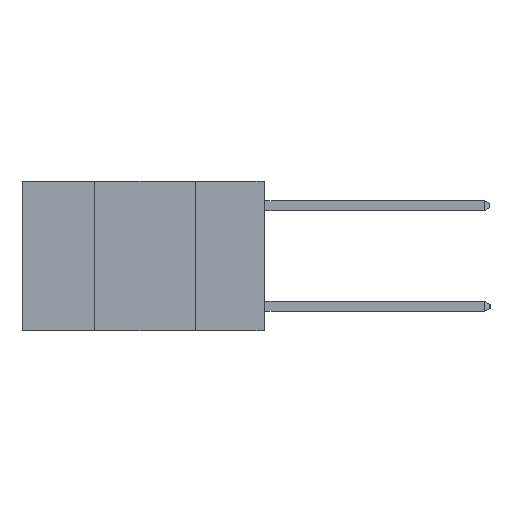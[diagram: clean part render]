
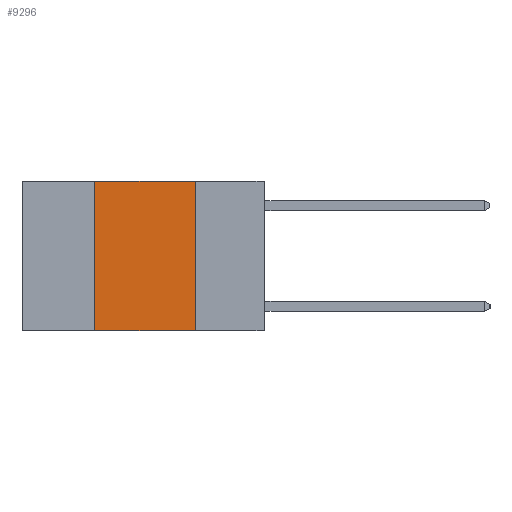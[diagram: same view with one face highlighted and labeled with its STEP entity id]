
A CAD part, left-side view. The second image highlights one B-rep face of the part: STEP entity #9296.
In plain terms, the highlighted planar face has unit normal (-1, 0, 0).
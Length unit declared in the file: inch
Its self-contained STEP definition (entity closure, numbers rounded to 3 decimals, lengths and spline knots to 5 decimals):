
#11 = ORIENTED_EDGE ( 'NONE', *, *, #6099, .F. ) ;
#364 = FACE_OUTER_BOUND ( 'NONE', #9117, .T. ) ;
#606 = VERTEX_POINT ( 'NONE', #10783 ) ;
#1018 = LINE ( 'NONE', #6037, #4843 ) ;
#1045 = CARTESIAN_POINT ( 'NONE',  ( 0., 0.42, 0. ) ) ;
#1586 = ORIENTED_EDGE ( 'NONE', *, *, #6138, .F. ) ;
#1727 = VECTOR ( 'NONE', #5272, 39.37008 ) ;
#1749 = DIRECTION ( 'NONE',  ( 0., 0., -1. ) ) ;
#1992 = CARTESIAN_POINT ( 'NONE',  ( 0., 0.6, 0. ) ) ;
#2060 = CARTESIAN_POINT ( 'NONE',  ( 0., 0.17, 0. ) ) ;
#2241 = VERTEX_POINT ( 'NONE', #9418 ) ;
#3360 = ORIENTED_EDGE ( 'NONE', *, *, #6189, .T. ) ;
#3576 = CARTESIAN_POINT ( 'NONE',  ( 0., 0.42, 0. ) ) ;
#4044 = LINE ( 'NONE', #3576, #1727 ) ;
#4400 = CARTESIAN_POINT ( 'NONE',  ( 0., 0.6, 0. ) ) ;
#4423 = EDGE_CURVE ( 'NONE', #8180, #9999, #9572, .T. ) ;
#4843 = VECTOR ( 'NONE', #1749, 39.37008 ) ;
#4988 = ORIENTED_EDGE ( 'NONE', *, *, #4423, .F. ) ;
#5226 = DIRECTION ( 'NONE',  ( 0., 0., -1. ) ) ;
#5272 = DIRECTION ( 'NONE',  ( 0., 0., 1. ) ) ;
#6037 = CARTESIAN_POINT ( 'NONE',  ( 0., 0.17, 0. ) ) ;
#6099 = EDGE_CURVE ( 'NONE', #9999, #606, #1018, .T. ) ;
#6138 = EDGE_CURVE ( 'NONE', #2241, #8180, #4044, .T. ) ;
#6189 = EDGE_CURVE ( 'NONE', #2241, #606, #9744, .T. ) ;
#7607 = VECTOR ( 'NONE', #7986, 39.37008 ) ;
#7986 = DIRECTION ( 'NONE',  ( 0., -1., 0. ) ) ;
#8180 = VERTEX_POINT ( 'NONE', #1045 ) ;
#9117 = EDGE_LOOP ( 'NONE', ( #11, #4988, #1586, #3360 ) ) ;
#9296 = ADVANCED_FACE ( 'NONE', ( #364 ), #9479, .F. ) ;
#9418 = CARTESIAN_POINT ( 'NONE',  ( 0., 0.42, -0.37 ) ) ;
#9478 = VECTOR ( 'NONE', #9662, 39.37008 ) ;
#9479 = PLANE ( 'NONE',  #10745 ) ;
#9572 = LINE ( 'NONE', #1992, #7607 ) ;
#9594 = CARTESIAN_POINT ( 'NONE',  ( 0., 0.6, -0.37 ) ) ;
#9662 = DIRECTION ( 'NONE',  ( 0., -1., 0. ) ) ;
#9744 = LINE ( 'NONE', #9594, #9478 ) ;
#9999 = VERTEX_POINT ( 'NONE', #2060 ) ;
#10325 = DIRECTION ( 'NONE',  ( 1., 0., 0. ) ) ;
#10745 = AXIS2_PLACEMENT_3D ( 'NONE', #4400, #10325, #5226 ) ;
#10783 = CARTESIAN_POINT ( 'NONE',  ( 0., 0.17, -0.37 ) ) ;
